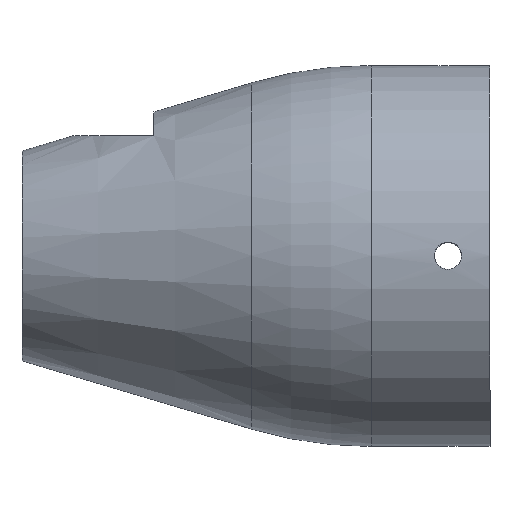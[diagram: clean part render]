
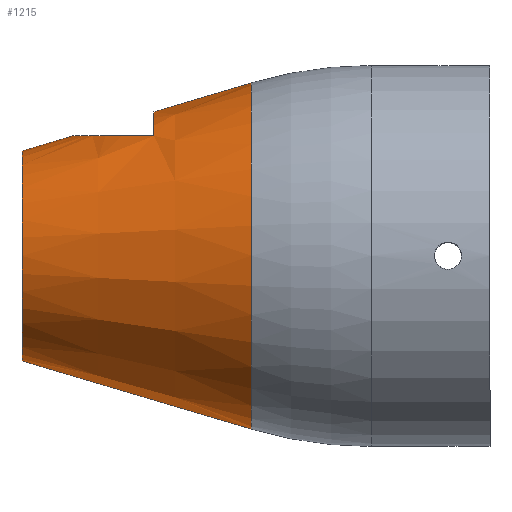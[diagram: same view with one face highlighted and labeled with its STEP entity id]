
A CAD part, top view. The second image highlights one B-rep face of the part: STEP entity #1215.
In plain terms, the highlighted conical face has half-angle 16.535 degrees and reference radius 31.75 mm.
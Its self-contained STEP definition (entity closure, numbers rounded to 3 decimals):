
#3 = LINE ( 'NONE', #1176, #875 ) ;
#4 = CARTESIAN_POINT ( 'NONE',  ( -66.779, 20., 5.852 ) ) ;
#8 = ORIENTED_EDGE ( 'NONE', *, *, #1111, .F. ) ;
#102 = CARTESIAN_POINT ( 'NONE',  ( -63.001, 20., 9.061 ) ) ;
#165 = VERTEX_POINT ( 'NONE', #745 ) ;
#179 = ORIENTED_EDGE ( 'NONE', *, *, #1016, .T. ) ;
#185 = LINE ( 'NONE', #886, #1219 ) ;
#192 = AXIS2_PLACEMENT_3D ( 'NONE', #1106, #717, #739 ) ;
#202 = ORIENTED_EDGE ( 'NONE', *, *, #404, .T. ) ;
#292 = ORIENTED_EDGE ( 'NONE', *, *, #1646, .T. ) ;
#313 = CONICAL_SURFACE ( 'NONE', #905, 31.75, 0.289 ) ;
#371 = CARTESIAN_POINT ( 'NONE',  ( -58.869, 20., 11.742 ) ) ;
#375 = CARTESIAN_POINT ( 'NONE',  ( -68.087, 20., 4.245 ) ) ;
#404 = EDGE_CURVE ( 'NONE', #1541, #1124, #1224, .T. ) ;
#407 = CARTESIAN_POINT ( 'NONE',  ( -67.337, 20., 5.243 ) ) ;
#425 = CARTESIAN_POINT ( 'NONE',  ( -78., 0., 0. ) ) ;
#433 = CARTESIAN_POINT ( 'NONE',  ( -56., 20., 13.323 ) ) ;
#451 = CARTESIAN_POINT ( 'NONE',  ( -69.579, 20., 0.418 ) ) ;
#495 = DIRECTION ( 'NONE',  ( -1., 0., 0. ) ) ;
#525 = CARTESIAN_POINT ( 'NONE',  ( -69.579, 20., 0. ) ) ;
#562 = CARTESIAN_POINT ( 'NONE',  ( -69.579, 20., 0. ) ) ;
#597 = DIRECTION ( 'NONE',  ( 1., 0., 0. ) ) ;
#621 = B_SPLINE_CURVE_WITH_KNOTS ( 'NONE', 3,
 ( #562, #451, #1631, #1268, #1089, #1571, #769, #1058, #375, #407, #4, #1712, #891, #1670, #102, #751, #1569, #371, #1101, #433 ),
 .UNSPECIFIED., .F., .F.,
 ( 4, 2, 2, 2, 2, 2, 2, 2, 2, 4 ),
 ( 0.054, 0.055, 0.056, 0.058, 0.059, 0.061, 0.064, 0.066, 0.069, 0.074 ),
 .UNSPECIFIED. ) ;
#645 = DIRECTION ( 'NONE',  ( 0., 1., 0. ) ) ;
#652 = AXIS2_PLACEMENT_3D ( 'NONE', #1414, #495, #1582 ) ;
#712 = DIRECTION ( 'NONE',  ( 0., 1., 0. ) ) ;
#717 = DIRECTION ( 'NONE',  ( 1., 0., 0. ) ) ;
#739 = DIRECTION ( 'NONE',  ( 0., 0., 1. ) ) ;
#745 = CARTESIAN_POINT ( 'NONE',  ( -56., 24.031, 0. ) ) ;
#751 = CARTESIAN_POINT ( 'NONE',  ( -61.647, 20., 9.996 ) ) ;
#769 = CARTESIAN_POINT ( 'NONE',  ( -68.741, 20., 3.184 ) ) ;
#874 = VERTEX_POINT ( 'NONE', #1412 ) ;
#875 = VECTOR ( 'NONE', #1203, 1000. ) ;
#886 = CARTESIAN_POINT ( 'NONE',  ( -30., -31.75, 0. ) ) ;
#891 = CARTESIAN_POINT ( 'NONE',  ( -64.968, 20., 7.54 ) ) ;
#894 = ORIENTED_EDGE ( 'NONE', *, *, #1272, .F. ) ;
#905 = AXIS2_PLACEMENT_3D ( 'NONE', #1528, #939, #712 ) ;
#928 = CIRCLE ( 'NONE', #1155, 17.5 ) ;
#935 = EDGE_CURVE ( 'NONE', #165, #1124, #3, .T. ) ;
#937 = DIRECTION ( 'NONE',  ( 0.959, 0.285, 0. ) ) ;
#939 = DIRECTION ( 'NONE',  ( 1., 0., 0. ) ) ;
#945 = CARTESIAN_POINT ( 'NONE',  ( -39.751, 28.855, 0. ) ) ;
#967 = CARTESIAN_POINT ( 'NONE',  ( -78., -17.5, 0. ) ) ;
#1016 = EDGE_CURVE ( 'NONE', #1594, #1541, #185, .T. ) ;
#1058 = CARTESIAN_POINT ( 'NONE',  ( -68.321, 20., 3.898 ) ) ;
#1085 = ORIENTED_EDGE ( 'NONE', *, *, #935, .F. ) ;
#1089 = CARTESIAN_POINT ( 'NONE',  ( -69.24, 20., 2.045 ) ) ;
#1101 = CARTESIAN_POINT ( 'NONE',  ( -57.444, 20., 12.55 ) ) ;
#1106 = CARTESIAN_POINT ( 'NONE',  ( -56., 0., 0. ) ) ;
#1111 = EDGE_CURVE ( 'NONE', #1393, #1681, #621, .T. ) ;
#1124 = VERTEX_POINT ( 'NONE', #945 ) ;
#1137 = EDGE_CURVE ( 'NONE', #165, #1681, #1513, .T. ) ;
#1144 = CARTESIAN_POINT ( 'NONE',  ( -56., 20., 13.323 ) ) ;
#1155 = AXIS2_PLACEMENT_3D ( 'NONE', #425, #597, #645 ) ;
#1176 = CARTESIAN_POINT ( 'NONE',  ( -30., 31.75, 0. ) ) ;
#1203 = DIRECTION ( 'NONE',  ( 0.959, 0.285, 0. ) ) ;
#1215 = ADVANCED_FACE ( 'NONE', ( #1585 ), #313, .T. ) ;
#1219 = VECTOR ( 'NONE', #1495, 1000. ) ;
#1224 = CIRCLE ( 'NONE', #652, 28.855 ) ;
#1237 = VECTOR ( 'NONE', #937, 1000. ) ;
#1268 = CARTESIAN_POINT ( 'NONE',  ( -69.366, 20., 1.642 ) ) ;
#1272 = EDGE_CURVE ( 'NONE', #874, #1393, #1440, .T. ) ;
#1393 = VERTEX_POINT ( 'NONE', #525 ) ;
#1412 = CARTESIAN_POINT ( 'NONE',  ( -78., 17.5, 0. ) ) ;
#1414 = CARTESIAN_POINT ( 'NONE',  ( -39.751, 0., 0. ) ) ;
#1440 = LINE ( 'NONE', #1629, #1237 ) ;
#1459 = CARTESIAN_POINT ( 'NONE',  ( -39.751, -28.855, 0. ) ) ;
#1476 = ORIENTED_EDGE ( 'NONE', *, *, #1137, .T. ) ;
#1493 = EDGE_LOOP ( 'NONE', ( #292, #179, #202, #1085, #1476, #8, #894 ) ) ;
#1495 = DIRECTION ( 'NONE',  ( 0.959, -0.285, 0. ) ) ;
#1513 = CIRCLE ( 'NONE', #192, 24.031 ) ;
#1528 = CARTESIAN_POINT ( 'NONE',  ( -30., 0., 0. ) ) ;
#1541 = VERTEX_POINT ( 'NONE', #1459 ) ;
#1569 = CARTESIAN_POINT ( 'NONE',  ( -60.958, 20., 10.443 ) ) ;
#1571 = CARTESIAN_POINT ( 'NONE',  ( -68.927, 20., 2.815 ) ) ;
#1582 = DIRECTION ( 'NONE',  ( 0., -1., 0. ) ) ;
#1585 = FACE_OUTER_BOUND ( 'NONE', #1493, .T. ) ;
#1594 = VERTEX_POINT ( 'NONE', #967 ) ;
#1629 = CARTESIAN_POINT ( 'NONE',  ( -30., 31.75, 0. ) ) ;
#1631 = CARTESIAN_POINT ( 'NONE',  ( -69.535, 20., 0.829 ) ) ;
#1646 = EDGE_CURVE ( 'NONE', #874, #1594, #928, .T. ) ;
#1670 = CARTESIAN_POINT ( 'NONE',  ( -63.668, 20., 8.574 ) ) ;
#1681 = VERTEX_POINT ( 'NONE', #1144 ) ;
#1712 = CARTESIAN_POINT ( 'NONE',  ( -65.595, 20., 7.001 ) ) ;
